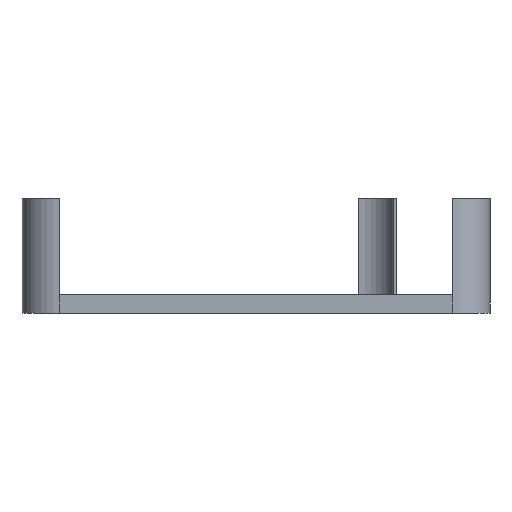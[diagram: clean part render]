
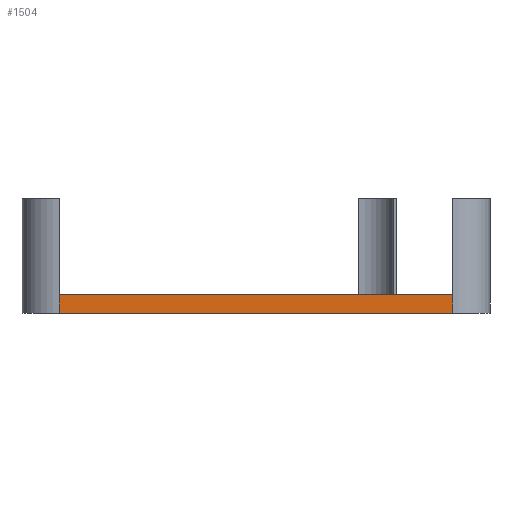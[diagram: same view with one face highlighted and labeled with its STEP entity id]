
A CAD part, left-side view. The second image highlights one B-rep face of the part: STEP entity #1504.
In plain terms, the highlighted planar face has unit normal (-1, 0, 0).
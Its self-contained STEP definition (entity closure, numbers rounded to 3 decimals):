
#240=FACE_OUTER_BOUND('',#370,.T.);
#370=EDGE_LOOP('',(#1293,#1294,#1295,#1296));
#450=LINE('',#2353,#580);
#482=LINE('',#2474,#612);
#496=LINE('',#2509,#626);
#497=LINE('',#2510,#627);
#580=VECTOR('',#1898,10.);
#612=VECTOR('',#2038,10.);
#626=VECTOR('',#2070,10.);
#627=VECTOR('',#2071,10.);
#717=VERTEX_POINT('',#2318);
#727=VERTEX_POINT('',#2352);
#761=VERTEX_POINT('',#2471);
#762=VERTEX_POINT('',#2473);
#880=EDGE_CURVE('',#727,#717,#450,.T.);
#940=EDGE_CURVE('',#761,#762,#482,.T.);
#958=EDGE_CURVE('',#762,#717,#496,.T.);
#959=EDGE_CURVE('',#761,#727,#497,.T.);
#1293=ORIENTED_EDGE('',*,*,#880,.T.);
#1294=ORIENTED_EDGE('',*,*,#958,.F.);
#1295=ORIENTED_EDGE('',*,*,#940,.F.);
#1296=ORIENTED_EDGE('',*,*,#959,.T.);
#1430=PLANE('',#1674);
#1504=ADVANCED_FACE('',(#240),#1430,.T.);
#1674=AXIS2_PLACEMENT_3D('',#2508,#2068,#2069);
#1898=DIRECTION('',(0.,1.,0.));
#2038=DIRECTION('',(0.,1.,0.));
#2068=DIRECTION('center_axis',(-1.,0.,0.));
#2069=DIRECTION('ref_axis',(0.,-1.,0.));
#2070=DIRECTION('',(0.,0.,1.));
#2071=DIRECTION('',(0.,0.,1.));
#2318=CARTESIAN_POINT('',(-125.,105.,8.7));
#2352=CARTESIAN_POINT('',(-125.,-105.,8.7));
#2353=CARTESIAN_POINT('',(-125.,52.5,8.7));
#2471=CARTESIAN_POINT('',(-125.,-105.,-1.3));
#2473=CARTESIAN_POINT('',(-125.,105.,-1.3));
#2474=CARTESIAN_POINT('',(-125.,105.,-1.3));
#2508=CARTESIAN_POINT('Origin',(-125.,105.,0.));
#2509=CARTESIAN_POINT('',(-125.,105.,0.));
#2510=CARTESIAN_POINT('',(-125.,-105.,0.));
